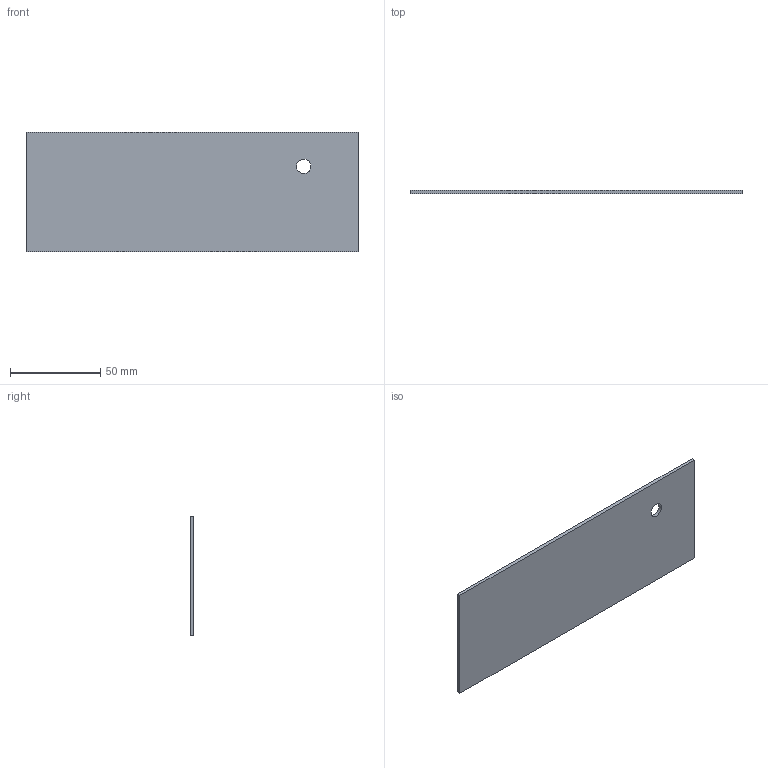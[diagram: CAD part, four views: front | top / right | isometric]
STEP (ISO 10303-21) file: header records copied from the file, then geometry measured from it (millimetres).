
FILE_DESCRIPTION(/* description */ (''),/* implementation_level */ '2;1');
FILE_NAME(/* name */ 'Wood_Back.step',/* time_stamp */ '2021-09-23T21:58:39+02:00',/* author */ (''),/* organization */ (''),/* preprocessor_version */ 'ST-DEVELOPER v18.1',/* originating_system */ 'Autodesk Translation Framework v10.10.0.1391',/* authorisation */ '');
FILE_SCHEMA (('AUTOMOTIVE_DESIGN { 1 0 10303 214 3 1 1 }'));
Length unit declared in the file: millimetre
Products named in the file (1): Wood_Back
Bounding box: 183.46 x 2 x 66.28 mm (x, y, z)
Volume: 24218.9 mm3; surface area: 25268.2 mm2
Topology: 1 solids, 1 shells, 7 faces, 15 edges, 10 vertices
Faces by surface type: plane 6, cylinder 1
Full cylindrical faces by diameter (mm): 8 x1
Entity records: 235 total; most frequent: DIRECTION 33, CARTESIAN_POINT 33, ORIENTED_EDGE 30, EDGE_CURVE 15, LINE 13, VECTOR 13, VERTEX_POINT 10, AXIS2_PLACEMENT_3D 10
